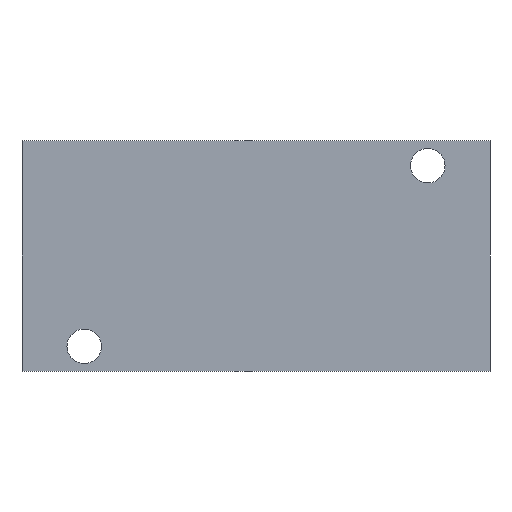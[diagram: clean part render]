
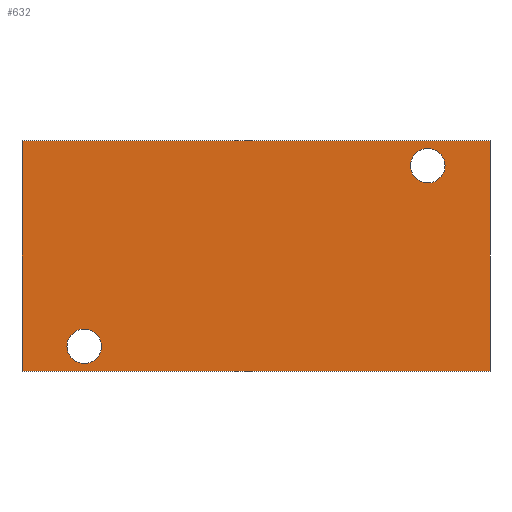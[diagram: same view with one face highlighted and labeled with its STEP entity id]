
A CAD part, front view. The second image highlights one B-rep face of the part: STEP entity #632.
In plain terms, the highlighted planar face has unit normal (0, -1, 0).
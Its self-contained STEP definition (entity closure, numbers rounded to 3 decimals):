
#22=FACE_BOUND('',#152,.T.);
#23=FACE_BOUND('',#153,.T.);
#71=PLANE('',#711);
#108=FACE_OUTER_BOUND('',#151,.T.);
#151=EDGE_LOOP('',(#583,#584,#585,#586));
#152=EDGE_LOOP('',(#587));
#153=EDGE_LOOP('',(#588));
#199=LINE('',#1037,#256);
#203=LINE('',#1045,#260);
#206=LINE('',#1051,#263);
#209=LINE('',#1056,#266);
#256=VECTOR('',#867,10.);
#260=VECTOR('',#873,10.);
#263=VECTOR('',#878,10.);
#266=VECTOR('',#883,10.);
#269=CIRCLE('',#655,1.59);
#271=CIRCLE('',#658,1.59);
#293=VERTEX_POINT('',#893);
#295=VERTEX_POINT('',#899);
#338=VERTEX_POINT('',#1035);
#339=VERTEX_POINT('',#1036);
#342=VERTEX_POINT('',#1044);
#344=VERTEX_POINT('',#1050);
#348=EDGE_CURVE('',#293,#293,#269,.T.);
#351=EDGE_CURVE('',#295,#295,#271,.T.);
#415=EDGE_CURVE('',#338,#339,#199,.T.);
#419=EDGE_CURVE('',#342,#338,#203,.T.);
#422=EDGE_CURVE('',#344,#342,#206,.T.);
#425=EDGE_CURVE('',#339,#344,#209,.T.);
#583=ORIENTED_EDGE('',*,*,#425,.F.);
#584=ORIENTED_EDGE('',*,*,#415,.F.);
#585=ORIENTED_EDGE('',*,*,#419,.F.);
#586=ORIENTED_EDGE('',*,*,#422,.F.);
#587=ORIENTED_EDGE('',*,*,#348,.T.);
#588=ORIENTED_EDGE('',*,*,#351,.T.);
#632=ADVANCED_FACE('',(#108,#22,#23),#71,.F.);
#655=AXIS2_PLACEMENT_3D('',#895,#719,#720);
#658=AXIS2_PLACEMENT_3D('',#901,#726,#727);
#711=AXIS2_PLACEMENT_3D('',#1059,#887,#888);
#719=DIRECTION('center_axis',(0.,1.,0.));
#720=DIRECTION('ref_axis',(1.,0.,0.));
#726=DIRECTION('center_axis',(0.,1.,0.));
#727=DIRECTION('ref_axis',(1.,0.,0.));
#867=DIRECTION('',(0.,0.,1.));
#873=DIRECTION('',(-1.,0.,0.));
#878=DIRECTION('',(0.,0.,-1.));
#883=DIRECTION('',(1.,0.,0.));
#887=DIRECTION('center_axis',(0.,1.,0.));
#888=DIRECTION('ref_axis',(0.,0.,1.));
#893=CARTESIAN_POINT('',(-17.37,0.,-8.3));
#895=CARTESIAN_POINT('Origin',(-15.78,0.,-8.3));
#899=CARTESIAN_POINT('',(14.19,0.,8.3));
#901=CARTESIAN_POINT('Origin',(15.78,0.,8.3));
#1035=CARTESIAN_POINT('',(-21.5,0.,-10.6));
#1036=CARTESIAN_POINT('',(-21.5,0.,10.6));
#1037=CARTESIAN_POINT('',(-21.5,0.,-10.6));
#1044=CARTESIAN_POINT('',(21.5,0.,-10.6));
#1045=CARTESIAN_POINT('',(21.5,0.,-10.6));
#1050=CARTESIAN_POINT('',(21.5,0.,10.6));
#1051=CARTESIAN_POINT('',(21.5,0.,10.6));
#1056=CARTESIAN_POINT('',(-21.5,0.,10.6));
#1059=CARTESIAN_POINT('Origin',(0.,0.,0.));
